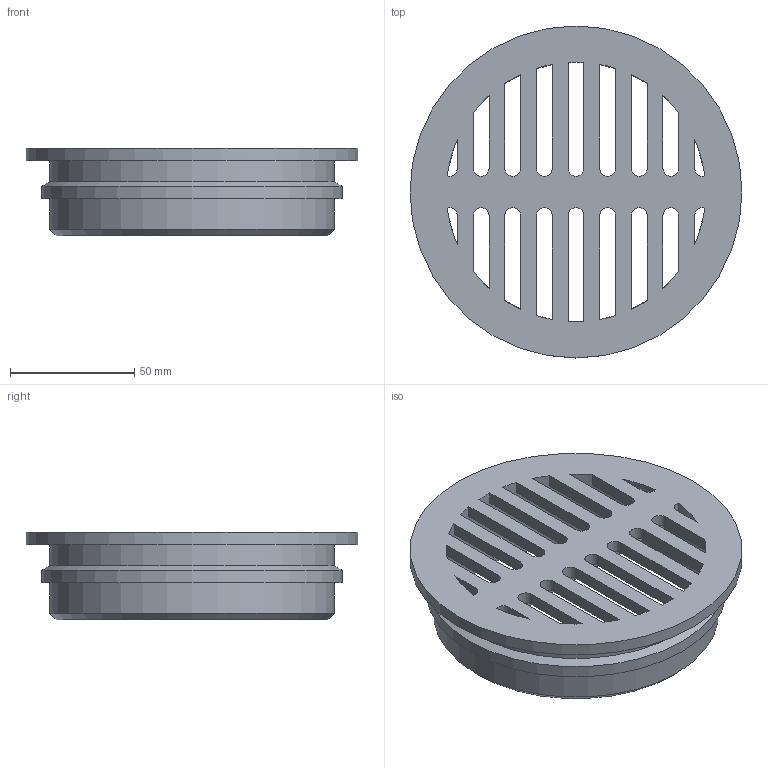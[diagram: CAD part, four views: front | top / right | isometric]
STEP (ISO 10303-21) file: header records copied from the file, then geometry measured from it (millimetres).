
FILE_DESCRIPTION(/* description */ (''),/* implementation_level */ '2;1');
FILE_NAME(/* name */ 'Cap for 4 inch Perforated Drain.step',/* time_stamp */ '2024-11-16T12:05:25-06:00',/* author */ (''),/* organization */ (''),/* preprocessor_version */ 'ST-DEVELOPER v20',/* originating_system */ 'Autodesk Translation Framework v13.20.0.188',/* authorisation */ '');
FILE_SCHEMA (('AUTOMOTIVE_DESIGN { 1 0 10303 214 3 1 1 }'));
Length unit declared in the file: inch
Products named in the file (1): Cap for 4 inch Perforated Drain
Bounding box: 133.35 x 133.35 x 35 mm (x, y, z)
Volume: 113740.1 mm3; surface area: 53102.8 mm2
Topology: 1 solids, 1 shells, 66 faces, 235 edges, 156 vertices
Faces by surface type: plane 41, cylinder 23, cone 2
Full cylindrical faces by diameter (mm): 104.3 x1, 114.3 x2, 120.65 x1, 133.35 x1
Entity records: 2665 total; most frequent: ORIENTED_EDGE 470, CARTESIAN_POINT 458, DIRECTION 457, EDGE_CURVE 235, VERTEX_POINT 156, AXIS2_PLACEMENT_3D 155, LINE 147, VECTOR 147
